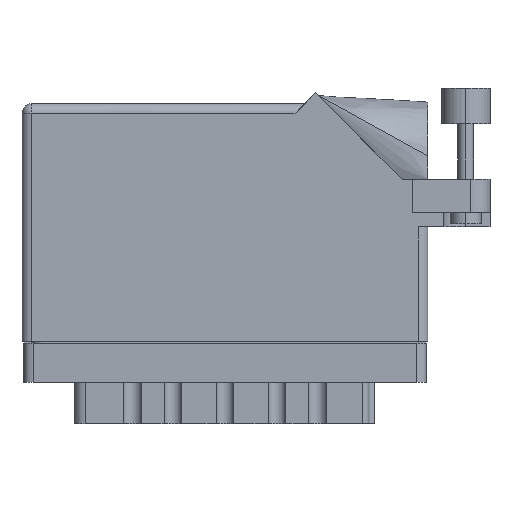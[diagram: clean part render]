
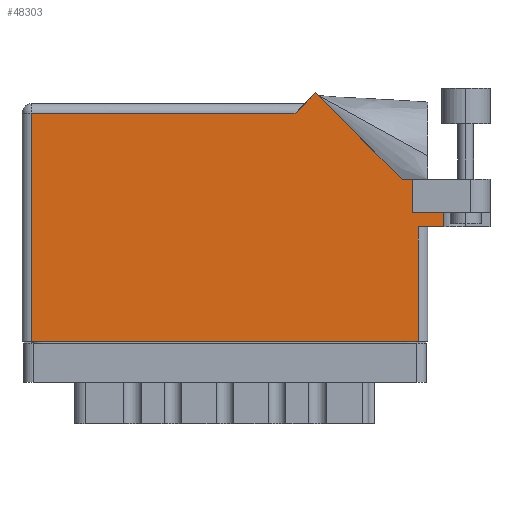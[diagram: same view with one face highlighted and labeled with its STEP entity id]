
A CAD part, front view. The second image highlights one B-rep face of the part: STEP entity #48303.
In plain terms, the highlighted face is planar.
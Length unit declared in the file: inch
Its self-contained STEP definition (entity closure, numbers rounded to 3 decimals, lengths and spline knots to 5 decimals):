
#330 = CARTESIAN_POINT ( 'NONE',  ( 2.512, 0.831, 0. ) ) ;
#483 = EDGE_CURVE ( 'NONE', #27196, #48329, #7452, .T. ) ;
#1031 = PLANE ( 'NONE',  #47263 ) ;
#2049 = CARTESIAN_POINT ( 'NONE',  ( 2.55, 0.737, 0. ) ) ;
#2509 = ORIENTED_EDGE ( 'NONE', *, *, #11126, .T. ) ;
#2522 = EDGE_CURVE ( 'NONE', #48341, #47550, #6688, .T. ) ;
#5035 = DIRECTION ( 'NONE',  ( 1., 0., 0. ) ) ;
#5699 = ORIENTED_EDGE ( 'NONE', *, *, #16742, .F. ) ;
#5852 = DIRECTION ( 'NONE',  ( -0.707, 0.707, 0. ) ) ;
#6164 = DIRECTION ( 'NONE',  ( 1., 0., 0. ) ) ;
#6688 = LINE ( 'NONE', #11402, #12698 ) ;
#7452 = LINE ( 'NONE', #32681, #10431 ) ;
#8069 = CARTESIAN_POINT ( 'NONE',  ( 0.062, 0., 0. ) ) ;
#8860 = VERTEX_POINT ( 'NONE', #20025 ) ;
#8891 = DIRECTION ( 'NONE',  ( -1., 0., 0. ) ) ;
#9229 = CARTESIAN_POINT ( 'NONE',  ( 1.88971, 1.60071, 0. ) ) ;
#9658 = VECTOR ( 'NONE', #29098, 39.37008 ) ;
#10431 = VECTOR ( 'NONE', #36748, 39.37008 ) ;
#10615 = LINE ( 'NONE', #13725, #26862 ) ;
#10966 = ORIENTED_EDGE ( 'NONE', *, *, #483, .T. ) ;
#11126 = EDGE_CURVE ( 'NONE', #17776, #38141, #40399, .T. ) ;
#11402 = CARTESIAN_POINT ( 'NONE',  ( 1.819, 1.53, 0. ) ) ;
#11906 = DIRECTION ( 'NONE',  ( 0., -1., 0. ) ) ;
#12698 = VECTOR ( 'NONE', #38524, 39.37008 ) ;
#12872 = EDGE_CURVE ( 'NONE', #41572, #17776, #10615, .T. ) ;
#13171 = VECTOR ( 'NONE', #5035, 39.37008 ) ;
#13511 = CARTESIAN_POINT ( 'NONE',  ( 2.7135, 0.737, 0. ) ) ;
#13531 = DIRECTION ( 'NONE',  ( 0., 1., 0. ) ) ;
#13725 = CARTESIAN_POINT ( 'NONE',  ( 0., 0., 0. ) ) ;
#13864 = EDGE_CURVE ( 'NONE', #38141, #22995, #42401, .T. ) ;
#15043 = LINE ( 'NONE', #32022, #43386 ) ;
#15106 = VERTEX_POINT ( 'NONE', #27207 ) ;
#15207 = VERTEX_POINT ( 'NONE', #37006 ) ;
#15984 = DIRECTION ( 'NONE',  ( -1., 0., 0. ) ) ;
#16044 = EDGE_CURVE ( 'NONE', #15207, #8860, #42745, .T. ) ;
#16742 = EDGE_CURVE ( 'NONE', #8860, #22995, #15043, .T. ) ;
#17776 = VERTEX_POINT ( 'NONE', #27026 ) ;
#18457 = ORIENTED_EDGE ( 'NONE', *, *, #12872, .T. ) ;
#18704 = VECTOR ( 'NONE', #11906, 39.37008 ) ;
#19030 = ORIENTED_EDGE ( 'NONE', *, *, #2522, .T. ) ;
#20025 = CARTESIAN_POINT ( 'NONE',  ( 2.7135, 0.831, 0. ) ) ;
#20761 = VECTOR ( 'NONE', #15984, 39.37008 ) ;
#20885 = CARTESIAN_POINT ( 'NONE',  ( 2.512, 0.831, 0. ) ) ;
#21576 = ORIENTED_EDGE ( 'NONE', *, *, #31417, .T. ) ;
#21735 = ORIENTED_EDGE ( 'NONE', *, *, #39311, .T. ) ;
#22995 = VERTEX_POINT ( 'NONE', #13511 ) ;
#23485 = ORIENTED_EDGE ( 'NONE', *, *, #29030, .T. ) ;
#24164 = LINE ( 'NONE', #20885, #41764 ) ;
#24332 = CARTESIAN_POINT ( 'NONE',  ( 0., 1.53, 0. ) ) ;
#26690 = VECTOR ( 'NONE', #37142, 39.37008 ) ;
#26862 = VECTOR ( 'NONE', #6164, 39.37008 ) ;
#27026 = CARTESIAN_POINT ( 'NONE',  ( 2.55, 0., 0. ) ) ;
#27196 = VERTEX_POINT ( 'NONE', #30919 ) ;
#27207 = CARTESIAN_POINT ( 'NONE',  ( 0.062, 1.468, 0. ) ) ;
#27894 = DIRECTION ( 'NONE',  ( 0., 0., -1. ) ) ;
#29030 = EDGE_CURVE ( 'NONE', #47550, #15106, #29207, .T. ) ;
#29098 = DIRECTION ( 'NONE',  ( 0., 1., 0. ) ) ;
#29207 = LINE ( 'NONE', #35669, #20761 ) ;
#30016 = EDGE_LOOP ( 'NONE', ( #18457, #2509, #45966, #5699, #39946, #47299, #10966, #21735, #19030, #23485, #21576 ) ) ;
#30919 = CARTESIAN_POINT ( 'NONE',  ( 2.512, 1.044, 0. ) ) ;
#31093 = CARTESIAN_POINT ( 'NONE',  ( 0.062, 0., 0. ) ) ;
#31417 = EDGE_CURVE ( 'NONE', #15106, #41572, #43464, .T. ) ;
#32022 = CARTESIAN_POINT ( 'NONE',  ( 2.7135, 1.16177, 0. ) ) ;
#32681 = CARTESIAN_POINT ( 'NONE',  ( 3.012, 1.044, 0. ) ) ;
#33268 = CARTESIAN_POINT ( 'NONE',  ( 2.612, 0.737, 0. ) ) ;
#34326 = FACE_OUTER_BOUND ( 'NONE', #30016, .T. ) ;
#35668 = CARTESIAN_POINT ( 'NONE',  ( 2.44642, 1.044, 0. ) ) ;
#35669 = CARTESIAN_POINT ( 'NONE',  ( 0., 1.468, 0. ) ) ;
#36077 = CARTESIAN_POINT ( 'NONE',  ( 2.55, 0.737, 0. ) ) ;
#36748 = DIRECTION ( 'NONE',  ( -1., 0., 0. ) ) ;
#37006 = CARTESIAN_POINT ( 'NONE',  ( 2.512, 0.831, 0. ) ) ;
#37142 = DIRECTION ( 'NONE',  ( 1., 0., 0. ) ) ;
#37160 = LINE ( 'NONE', #43763, #48672 ) ;
#38141 = VERTEX_POINT ( 'NONE', #36077 ) ;
#38249 = CARTESIAN_POINT ( 'NONE',  ( 1.757, 1.468, 0. ) ) ;
#38524 = DIRECTION ( 'NONE',  ( -0.707, -0.707, 0. ) ) ;
#39311 = EDGE_CURVE ( 'NONE', #48329, #48341, #37160, .T. ) ;
#39946 = ORIENTED_EDGE ( 'NONE', *, *, #16044, .F. ) ;
#40399 = LINE ( 'NONE', #2049, #9658 ) ;
#41572 = VERTEX_POINT ( 'NONE', #31093 ) ;
#41764 = VECTOR ( 'NONE', #13531, 39.37008 ) ;
#42401 = LINE ( 'NONE', #33268, #26690 ) ;
#42745 = LINE ( 'NONE', #330, #13171 ) ;
#43386 = VECTOR ( 'NONE', #47596, 39.37008 ) ;
#43464 = LINE ( 'NONE', #8069, #18704 ) ;
#43763 = CARTESIAN_POINT ( 'NONE',  ( 2.44642, 1.044, 0. ) ) ;
#45966 = ORIENTED_EDGE ( 'NONE', *, *, #13864, .T. ) ;
#47263 = AXIS2_PLACEMENT_3D ( 'NONE', #24332, #27894, #8891 ) ;
#47299 = ORIENTED_EDGE ( 'NONE', *, *, #47315, .T. ) ;
#47315 = EDGE_CURVE ( 'NONE', #15207, #27196, #24164, .T. ) ;
#47550 = VERTEX_POINT ( 'NONE', #38249 ) ;
#47596 = DIRECTION ( 'NONE',  ( 0., -1., 0. ) ) ;
#48303 = ADVANCED_FACE ( 'NONE', ( #34326 ), #1031, .F. ) ;
#48329 = VERTEX_POINT ( 'NONE', #35668 ) ;
#48341 = VERTEX_POINT ( 'NONE', #9229 ) ;
#48672 = VECTOR ( 'NONE', #5852, 39.37008 ) ;
